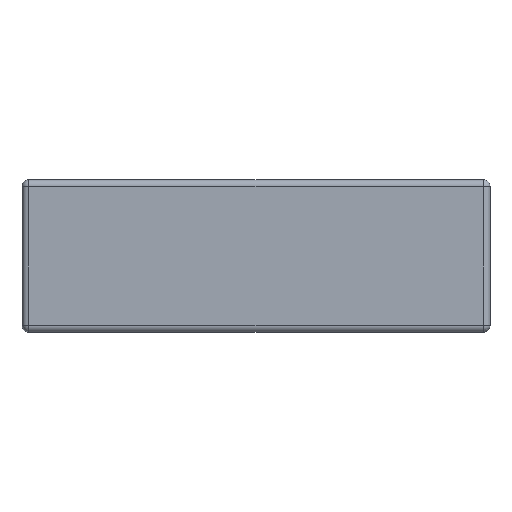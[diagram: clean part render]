
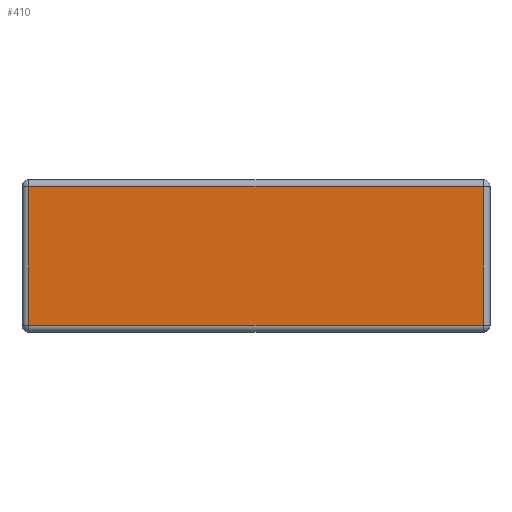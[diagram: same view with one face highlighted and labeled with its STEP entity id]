
A CAD part, top view. The second image highlights one B-rep face of the part: STEP entity #410.
In plain terms, the highlighted planar face has unit normal (0, 0, 1).
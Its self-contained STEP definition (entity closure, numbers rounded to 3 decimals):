
#67=PLANE('',#486);
#100=FACE_OUTER_BOUND('',#132,.T.);
#132=EDGE_LOOP('',(#375,#376,#377,#378));
#147=LINE('',#744,#173);
#151=LINE('',#757,#177);
#153=LINE('',#760,#179);
#155=LINE('',#763,#181);
#173=VECTOR('',#585,10.);
#177=VECTOR('',#601,10.);
#179=VECTOR('',#605,10.);
#181=VECTOR('',#609,10.);
#200=VERTEX_POINT('',#695);
#206=VERTEX_POINT('',#712);
#212=VERTEX_POINT('',#735);
#215=VERTEX_POINT('',#748);
#256=EDGE_CURVE('',#200,#212,#147,.T.);
#263=EDGE_CURVE('',#212,#215,#151,.T.);
#265=EDGE_CURVE('',#215,#206,#153,.T.);
#267=EDGE_CURVE('',#206,#200,#155,.T.);
#375=ORIENTED_EDGE('',*,*,#256,.F.);
#376=ORIENTED_EDGE('',*,*,#267,.F.);
#377=ORIENTED_EDGE('',*,*,#265,.F.);
#378=ORIENTED_EDGE('',*,*,#263,.F.);
#410=ADVANCED_FACE('',(#100),#67,.T.);
#486=AXIS2_PLACEMENT_3D('',#773,#625,#626);
#585=DIRECTION('',(0.,1.,0.));
#601=DIRECTION('',(1.,0.,0.));
#605=DIRECTION('',(0.,-1.,0.));
#609=DIRECTION('',(-1.,0.,0.));
#625=DIRECTION('center_axis',(0.,0.,1.));
#626=DIRECTION('ref_axis',(1.,0.,0.));
#695=CARTESIAN_POINT('',(2.,2.,24.892));
#712=CARTESIAN_POINT('',(135.922,2.,24.892));
#735=CARTESIAN_POINT('',(2.,42.958,24.892));
#744=CARTESIAN_POINT('',(2.,33.719,24.892));
#748=CARTESIAN_POINT('',(135.922,42.958,24.892));
#757=CARTESIAN_POINT('',(103.442,42.958,24.892));
#760=CARTESIAN_POINT('',(135.922,11.24,24.892));
#763=CARTESIAN_POINT('',(34.481,2.,24.892));
#773=CARTESIAN_POINT('Origin',(68.961,22.479,24.892));
